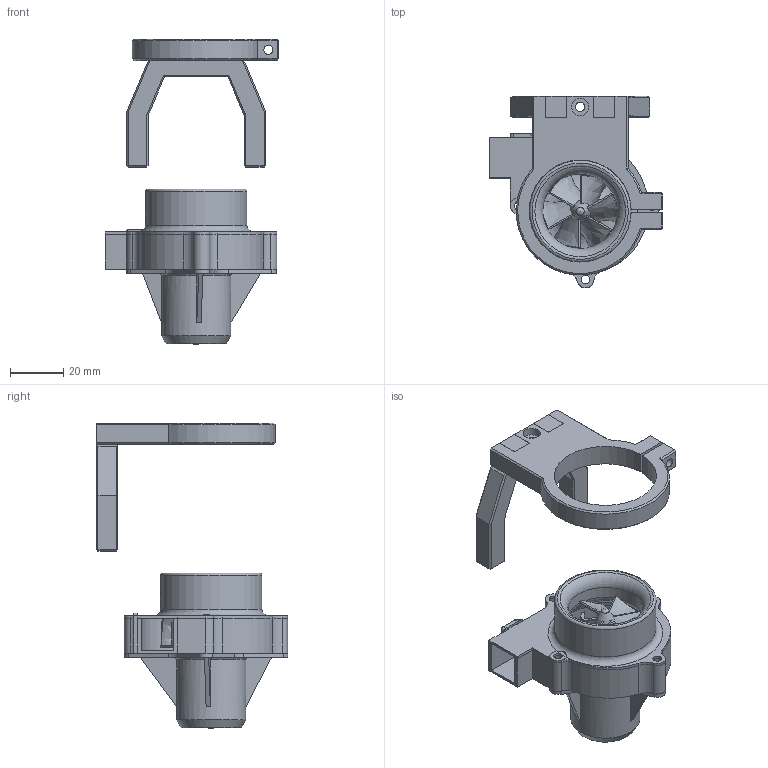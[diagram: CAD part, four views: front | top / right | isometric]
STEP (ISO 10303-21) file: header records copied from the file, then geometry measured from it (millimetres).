
FILE_DESCRIPTION(('FreeCAD Model'),'2;1');
FILE_NAME('Open CASCADE Shape Model','2023-10-24T15:56:59',(''),(''), 'Open CASCADE STEP processor 7.6','FreeCAD','Unknown');
FILE_SCHEMA(('AUTOMOTIVE_DESIGN { 1 0 10303 214 1 1 1 1 }'));
Length unit declared in the file: millimetre
Products named in the file (9): Centrifugal_Fan_Assembly; 3-6V DC Motor; Motor-Mount; Housing; Intake; Rotor2; Holder; Foot-Holder; Foot-Foot
Assembly tree (8 placements, depth 3):
  Centrifugal_Fan_Assembly
    3-6V DC Motor
    Motor-Mount
    Housing
    Intake
    Rotor2
    Holder
      Foot-Holder
      Foot-Foot
Bounding box: 65.06 x 71.6 x 114.4 mm (x, y, z)
Volume: 51220 mm3; surface area: 46914.1 mm2
Topology: 13 solids, 13 shells, 660 faces, 1713 edges, 1084 vertices
Faces by surface type: plane 362, cylinder 173, torus 51, cone 37, bspline 34, revolution 2, sphere 1
Full cylindrical faces by diameter (mm): 2 x5, 2.3 x1, 3.2 x12, 3.26 x2, 3.4 x4, 3.998 x1, 4 x1, 5 x2, 5.2 x1, 6 x1, 6.2 x1, 6.5 x1, 9.8 x1, 10.2 x1, 13 x1, 26 x1, 28 x1, 38 x2
Entity records: 30818 total; most frequent: CARTESIAN_POINT 12771, ORIENTED_EDGE 3414, DIRECTION 3229, EDGE_CURVE 1707, AXIS2_PLACEMENT_3D 1156, VERTEX_POINT 1084, LINE 915, VECTOR 915
